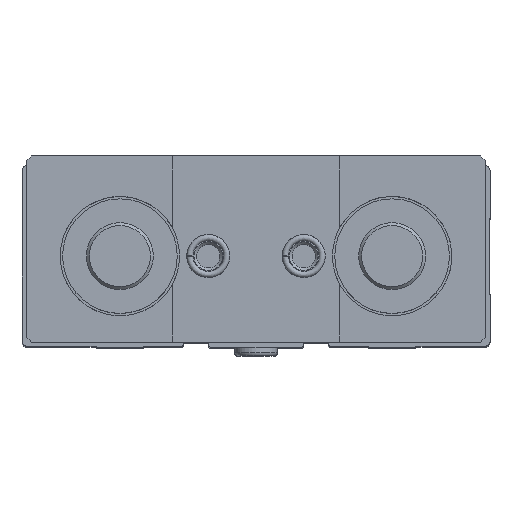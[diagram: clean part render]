
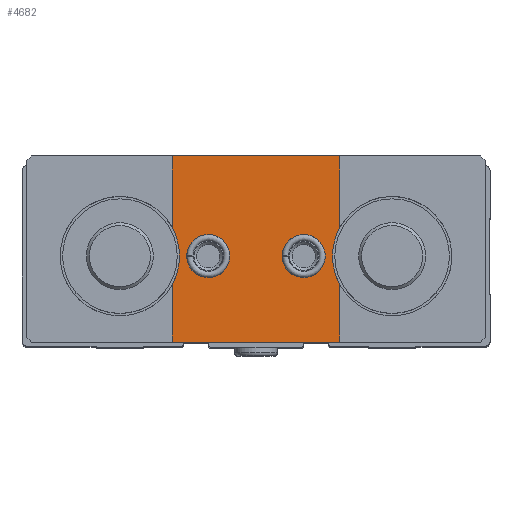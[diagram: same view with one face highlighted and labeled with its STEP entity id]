
A CAD part, top view. The second image highlights one B-rep face of the part: STEP entity #4682.
In plain terms, the highlighted planar face has unit normal (0, 0, 1).
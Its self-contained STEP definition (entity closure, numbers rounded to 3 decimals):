
#302=LINE('',#7724,#624);
#304=LINE('',#7728,#626);
#310=LINE('',#7742,#632);
#312=LINE('',#7746,#634);
#346=LINE('',#7825,#668);
#354=LINE('',#7839,#676);
#624=VECTOR('',#6263,1000.);
#626=VECTOR('',#6267,1000.);
#632=VECTOR('',#6275,1000.);
#634=VECTOR('',#6279,1000.);
#668=VECTOR('',#6349,1000.);
#676=VECTOR('',#6361,1000.);
#815=PLANE('',#5210);
#1095=CIRCLE('',#5211,4.5);
#1096=CIRCLE('',#5212,4.5);
#1097=CIRCLE('',#5213,12.5);
#1098=CIRCLE('',#5214,12.5);
#1991=ORIENTED_EDGE('',*,*,#2835,.F.);
#1992=ORIENTED_EDGE('',*,*,#2836,.F.);
#1993=ORIENTED_EDGE('',*,*,#2756,.T.);
#1994=ORIENTED_EDGE('',*,*,#2837,.T.);
#1995=ORIENTED_EDGE('',*,*,#2758,.T.);
#1996=ORIENTED_EDGE('',*,*,#2816,.T.);
#1997=ORIENTED_EDGE('',*,*,#2764,.T.);
#1998=ORIENTED_EDGE('',*,*,#2838,.T.);
#1999=ORIENTED_EDGE('',*,*,#2766,.T.);
#2000=ORIENTED_EDGE('',*,*,#2808,.T.);
#2756=EDGE_CURVE('',#3283,#3282,#302,.T.);
#2758=EDGE_CURVE('',#3284,#3285,#304,.T.);
#2764=EDGE_CURVE('',#3291,#3290,#310,.T.);
#2766=EDGE_CURVE('',#3292,#3293,#312,.T.);
#2808=EDGE_CURVE('',#3293,#3283,#346,.T.);
#2816=EDGE_CURVE('',#3285,#3291,#354,.T.);
#2835=EDGE_CURVE('',#3329,#3329,#1095,.T.);
#2836=EDGE_CURVE('',#3330,#3330,#1096,.T.);
#2837=EDGE_CURVE('',#3282,#3284,#1097,.F.);
#2838=EDGE_CURVE('',#3290,#3292,#1098,.F.);
#3282=VERTEX_POINT('',#7723);
#3283=VERTEX_POINT('',#7725);
#3284=VERTEX_POINT('',#7729);
#3285=VERTEX_POINT('',#7730);
#3290=VERTEX_POINT('',#7741);
#3291=VERTEX_POINT('',#7743);
#3292=VERTEX_POINT('',#7747);
#3293=VERTEX_POINT('',#7748);
#3329=VERTEX_POINT('',#7870);
#3330=VERTEX_POINT('',#7872);
#3729=EDGE_LOOP('',(#1991));
#3730=EDGE_LOOP('',(#1992));
#3731=EDGE_LOOP('',(#1993,#1994,#1995,#1996,#1997,#1998,#1999,#2000));
#4201=FACE_BOUND('',#3729,.T.);
#4202=FACE_BOUND('',#3730,.T.);
#4203=FACE_BOUND('',#3731,.T.);
#4682=ADVANCED_FACE('',(#4201,#4202,#4203),#815,.T.);
#5210=AXIS2_PLACEMENT_3D('',#7868,#6393,#6394);
#5211=AXIS2_PLACEMENT_3D('',#7869,#6395,#6396);
#5212=AXIS2_PLACEMENT_3D('',#7871,#6397,#6398);
#5213=AXIS2_PLACEMENT_3D('',#7873,#6399,#6400);
#5214=AXIS2_PLACEMENT_3D('',#7874,#6401,#6402);
#6263=DIRECTION('',(0.,-1.,0.));
#6267=DIRECTION('',(0.,-1.,0.));
#6275=DIRECTION('',(0.,1.,0.));
#6279=DIRECTION('',(0.,1.,0.));
#6349=DIRECTION('',(-1.,0.,0.));
#6361=DIRECTION('',(1.,0.,0.));
#6393=DIRECTION('',(0.,0.,1.));
#6394=DIRECTION('',(1.,0.,0.));
#6395=DIRECTION('',(0.,0.,1.));
#6396=DIRECTION('',(1.,0.,0.));
#6397=DIRECTION('',(0.,0.,1.));
#6398=DIRECTION('',(1.,0.,0.));
#6399=DIRECTION('',(0.,0.,1.));
#6400=DIRECTION('',(1.,0.,0.));
#6401=DIRECTION('',(0.,0.,1.));
#6402=DIRECTION('',(1.,0.,0.));
#7723=CARTESIAN_POINT('',(-17.5,5.937,30.));
#7724=CARTESIAN_POINT('',(-17.5,0.,30.));
#7725=CARTESIAN_POINT('',(-17.5,21.,30.));
#7728=CARTESIAN_POINT('',(-17.5,0.,30.));
#7729=CARTESIAN_POINT('',(-17.5,-5.937,30.));
#7730=CARTESIAN_POINT('',(-17.5,-18.,30.));
#7741=CARTESIAN_POINT('',(17.5,-5.937,30.));
#7742=CARTESIAN_POINT('',(17.5,0.,30.));
#7743=CARTESIAN_POINT('',(17.5,-18.,30.));
#7746=CARTESIAN_POINT('',(17.5,0.,30.));
#7747=CARTESIAN_POINT('',(17.5,5.937,30.));
#7748=CARTESIAN_POINT('',(17.5,21.,30.));
#7825=CARTESIAN_POINT('',(48.,21.,30.));
#7839=CARTESIAN_POINT('',(-48.,-18.,30.));
#7868=CARTESIAN_POINT('',(0.,0.,30.));
#7869=CARTESIAN_POINT('',(-10.,0.,30.));
#7870=CARTESIAN_POINT('',(-5.5,0.,30.));
#7871=CARTESIAN_POINT('',(10.,0.,30.));
#7872=CARTESIAN_POINT('',(14.5,0.,30.));
#7873=CARTESIAN_POINT('',(-28.5,0.,30.));
#7874=CARTESIAN_POINT('',(28.5,0.,30.));
